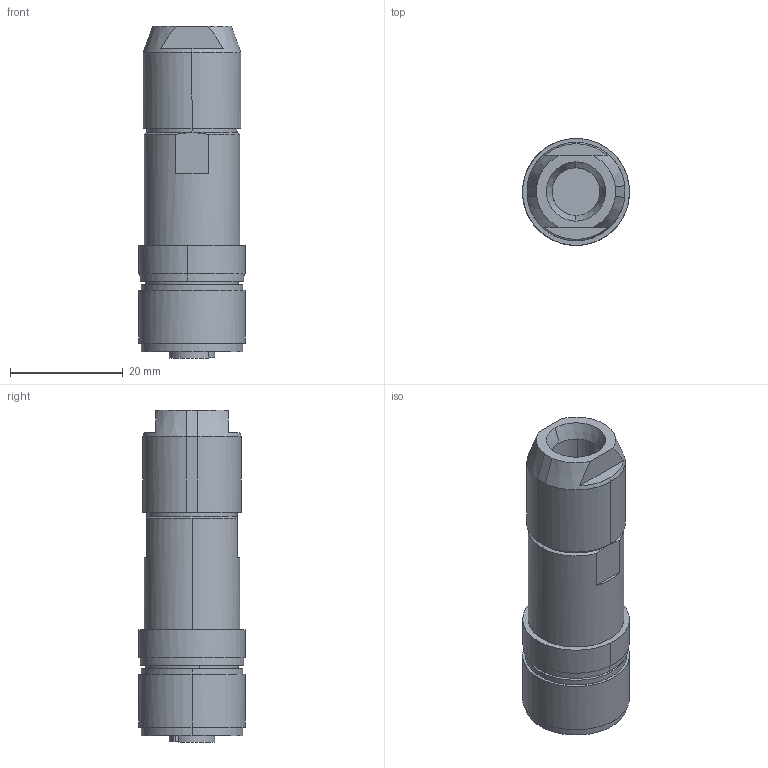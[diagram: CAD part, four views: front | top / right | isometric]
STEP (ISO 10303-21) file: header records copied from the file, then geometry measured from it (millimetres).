
FILE_DESCRIPTION(('CATIA V5 STEP Exchange','CAx-IF Rec.Pracs.--- Model Styling and Organization---1.4--- 2014-01-23'),'2;1');
FILE_NAME ('1142464-3_0', '2020-04-22T06:26:57+00:00', ('none'), ('Weidmueller'), 'CATIA Version 5-6 Release 2016 SP3 HF44', 'CATIA V5 STEP AP214', 'none');
FILE_SCHEMA(('AUTOMOTIVE_DESIGN { 1 0 10303 214 1 1 1 1 }'));
Length unit declared in the file: millimetre
Products named in the file (1): 2681540000
Bounding box: 19 x 19 x 59 mm (x, y, z)
Volume: 11917.1 mm3; surface area: 5468.6 mm2
Topology: 2 solids, 2 shells, 121 faces, 287 edges, 185 vertices
Faces by surface type: cylinder 54, plane 45, cone 22
Entity records: 3799 total; most frequent: CARTESIAN_POINT 1081, ORIENTED_EDGE 574, DIRECTION 467, EDGE_CURVE 287, AXIS2_PLACEMENT_3D 226, VERTEX_POINT 185, EDGE_LOOP 146, VECTOR 132
